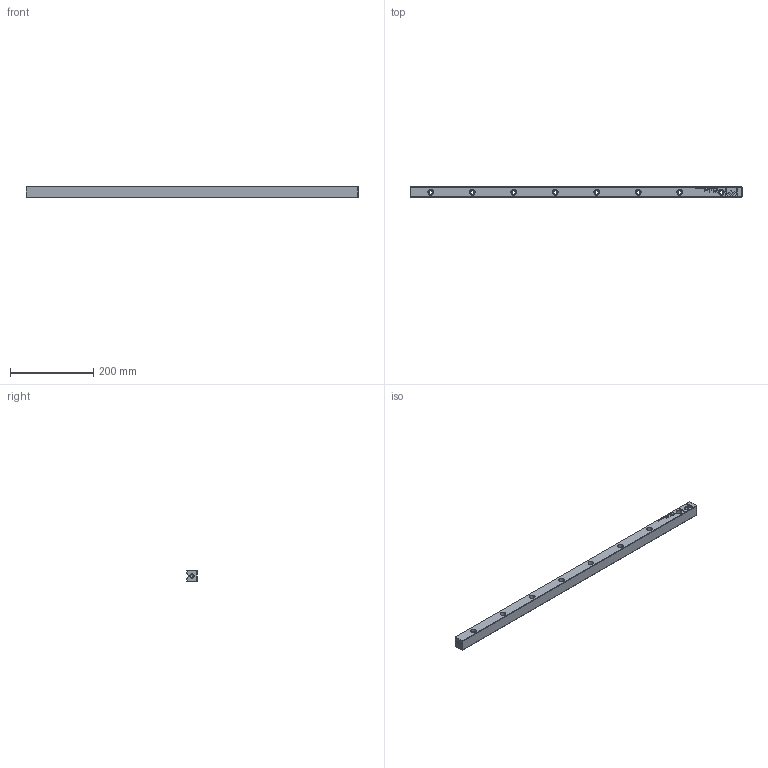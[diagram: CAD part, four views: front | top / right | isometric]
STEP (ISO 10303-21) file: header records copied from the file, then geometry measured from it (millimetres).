
FILE_DESCRIPTION(/* description */ (''),/* implementation_level */ '2;1');
FILE_NAME(/* name */ 'Rail RSD-12800.stp',/* time_stamp */ '2025-01-13T08:56:03+01:00',/* author */ (''),/* organization */ (''),/* preprocessor_version */ 'ST-DEVELOPER v16.7',/* originating_system */ 'SIEMENS PLM Software NX 12.0',/* authorisation */ '');
FILE_SCHEMA (('AUTOMOTIVE_DESIGN { 1 0 10303 214 3 1 1 1 }'));
Length unit declared in the file: millimetre
Products named in the file (1): Rail RSD-12800_step_stp
Bounding box: 800 x 25.9 x 28 mm (x, y, z)
Volume: 529830.3 mm3; surface area: 97345.4 mm2
Topology: 1 solids, 1 shells, 363 faces, 948 edges, 628 vertices
Faces by surface type: plane 233, bspline 90, cylinder 20, cone 20
Full cylindrical faces by diameter (mm): 6.9 x2, 8.5 x8, 13.5 x8
Entity records: 13316 total; most frequent: CARTESIAN_POINT 3126, ORIENTED_EDGE 1800, DIRECTION 1326, EDGE_CURVE 900, LINE 662, VECTOR 662, VERTEX_POINT 620, EDGE_LOOP 458
